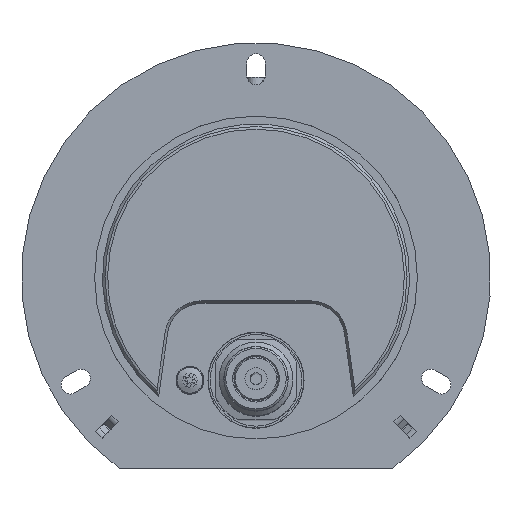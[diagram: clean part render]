
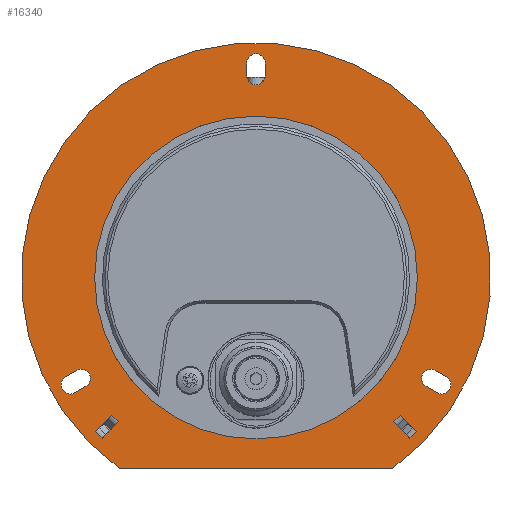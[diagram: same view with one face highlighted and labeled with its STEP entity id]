
A CAD part, front view. The second image highlights one B-rep face of the part: STEP entity #16340.
In plain terms, the highlighted planar face has unit normal (0, -1, 0).
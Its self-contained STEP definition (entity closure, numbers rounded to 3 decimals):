
#368=FACE_BOUND('',#3000,.T.);
#369=FACE_BOUND('',#3001,.T.);
#370=FACE_BOUND('',#3002,.T.);
#371=FACE_BOUND('',#3003,.T.);
#372=FACE_BOUND('',#3004,.T.);
#373=FACE_BOUND('',#3005,.T.);
#593=CIRCLE('',#17423,2.5);
#596=CIRCLE('',#17427,44.);
#597=CIRCLE('',#17428,44.);
#599=CIRCLE('',#17431,64.);
#601=CIRCLE('',#17434,2.5);
#614=CIRCLE('',#17462,2.5);
#615=CIRCLE('',#17463,2.5);
#616=CIRCLE('',#17464,2.5);
#617=CIRCLE('',#17465,2.5);
#2017=FACE_OUTER_BOUND('',#2999,.T.);
#2999=EDGE_LOOP('',(#14197,#14198));
#3000=EDGE_LOOP('',(#14199,#14200));
#3001=EDGE_LOOP('',(#14201,#14202,#14203,#14204));
#3002=EDGE_LOOP('',(#14205,#14206,#14207,#14208));
#3003=EDGE_LOOP('',(#14209,#14210,#14211,#14212));
#3004=EDGE_LOOP('',(#14213,#14214,#14215,#14216));
#3005=EDGE_LOOP('',(#14217,#14218,#14219,#14220));
#4533=LINE('',#28517,#6101);
#4535=LINE('',#28526,#6103);
#4543=LINE('',#28553,#6111);
#4546=LINE('',#28558,#6114);
#4565=LINE('',#28599,#6133);
#4566=LINE('',#28602,#6134);
#4567=LINE('',#28606,#6135);
#4568=LINE('',#28609,#6136);
#4569=LINE('',#28611,#6137);
#4570=LINE('',#28614,#6138);
#4571=LINE('',#28617,#6139);
#4572=LINE('',#28620,#6140);
#4573=LINE('',#28622,#6141);
#4574=LINE('',#28624,#6142);
#4575=LINE('',#28625,#6143);
#6101=VECTOR('',#20993,1000.);
#6103=VECTOR('',#21001,1000.);
#6111=VECTOR('',#21025,1000.);
#6114=VECTOR('',#21030,1000.);
#6133=VECTOR('',#21075,1000.);
#6134=VECTOR('',#21076,1000.);
#6135=VECTOR('',#21079,1000.);
#6136=VECTOR('',#21082,1000.);
#6137=VECTOR('',#21083,1000.);
#6138=VECTOR('',#21086,1000.);
#6139=VECTOR('',#21089,1000.);
#6140=VECTOR('',#21090,1000.);
#6141=VECTOR('',#21091,1000.);
#6142=VECTOR('',#21092,1000.);
#6143=VECTOR('',#21093,1000.);
#7592=VERTEX_POINT('',#28479);
#7593=VERTEX_POINT('',#28481);
#7596=VERTEX_POINT('',#28489);
#7597=VERTEX_POINT('',#28491);
#7600=VERTEX_POINT('',#28498);
#7601=VERTEX_POINT('',#28500);
#7604=VERTEX_POINT('',#28507);
#7605=VERTEX_POINT('',#28509);
#7606=VERTEX_POINT('',#28513);
#7608=VERTEX_POINT('',#28516);
#7610=VERTEX_POINT('',#28522);
#7612=VERTEX_POINT('',#28525);
#7634=VERTEX_POINT('',#28600);
#7635=VERTEX_POINT('',#28601);
#7636=VERTEX_POINT('',#28603);
#7637=VERTEX_POINT('',#28605);
#7638=VERTEX_POINT('',#28608);
#7639=VERTEX_POINT('',#28610);
#7640=VERTEX_POINT('',#28613);
#7641=VERTEX_POINT('',#28615);
#7642=VERTEX_POINT('',#28618);
#7643=VERTEX_POINT('',#28619);
#7644=VERTEX_POINT('',#28621);
#7645=VERTEX_POINT('',#28623);
#9819=EDGE_CURVE('',#7592,#7593,#593,.T.);
#9824=EDGE_CURVE('',#7596,#7597,#596,.T.);
#9825=EDGE_CURVE('',#7597,#7596,#597,.T.);
#9828=EDGE_CURVE('',#7601,#7600,#599,.T.);
#9832=EDGE_CURVE('',#7604,#7605,#601,.T.);
#9835=EDGE_CURVE('',#7608,#7606,#4533,.T.);
#9839=EDGE_CURVE('',#7612,#7610,#4535,.T.);
#9852=EDGE_CURVE('',#7610,#7608,#4543,.T.);
#9855=EDGE_CURVE('',#7612,#7606,#4546,.T.);
#9878=EDGE_CURVE('',#7600,#7601,#4565,.T.);
#9879=EDGE_CURVE('',#7634,#7635,#4566,.T.);
#9880=EDGE_CURVE('',#7636,#7634,#614,.T.);
#9881=EDGE_CURVE('',#7637,#7636,#4567,.T.);
#9882=EDGE_CURVE('',#7635,#7637,#615,.T.);
#9883=EDGE_CURVE('',#7593,#7638,#4568,.T.);
#9884=EDGE_CURVE('',#7639,#7592,#4569,.T.);
#9885=EDGE_CURVE('',#7638,#7639,#616,.T.);
#9886=EDGE_CURVE('',#7640,#7604,#4570,.T.);
#9887=EDGE_CURVE('',#7641,#7640,#617,.T.);
#9888=EDGE_CURVE('',#7605,#7641,#4571,.T.);
#9889=EDGE_CURVE('',#7642,#7643,#4572,.T.);
#9890=EDGE_CURVE('',#7643,#7644,#4573,.T.);
#9891=EDGE_CURVE('',#7645,#7644,#4574,.T.);
#9892=EDGE_CURVE('',#7645,#7642,#4575,.T.);
#14197=ORIENTED_EDGE('',*,*,#9828,.T.);
#14198=ORIENTED_EDGE('',*,*,#9878,.T.);
#14199=ORIENTED_EDGE('',*,*,#9825,.F.);
#14200=ORIENTED_EDGE('',*,*,#9824,.F.);
#14201=ORIENTED_EDGE('',*,*,#9879,.F.);
#14202=ORIENTED_EDGE('',*,*,#9880,.F.);
#14203=ORIENTED_EDGE('',*,*,#9881,.F.);
#14204=ORIENTED_EDGE('',*,*,#9882,.F.);
#14205=ORIENTED_EDGE('',*,*,#9883,.F.);
#14206=ORIENTED_EDGE('',*,*,#9819,.F.);
#14207=ORIENTED_EDGE('',*,*,#9884,.F.);
#14208=ORIENTED_EDGE('',*,*,#9885,.F.);
#14209=ORIENTED_EDGE('',*,*,#9886,.F.);
#14210=ORIENTED_EDGE('',*,*,#9887,.F.);
#14211=ORIENTED_EDGE('',*,*,#9888,.F.);
#14212=ORIENTED_EDGE('',*,*,#9832,.F.);
#14213=ORIENTED_EDGE('',*,*,#9889,.T.);
#14214=ORIENTED_EDGE('',*,*,#9890,.T.);
#14215=ORIENTED_EDGE('',*,*,#9891,.F.);
#14216=ORIENTED_EDGE('',*,*,#9892,.T.);
#14217=ORIENTED_EDGE('',*,*,#9852,.T.);
#14218=ORIENTED_EDGE('',*,*,#9835,.T.);
#14219=ORIENTED_EDGE('',*,*,#9855,.F.);
#14220=ORIENTED_EDGE('',*,*,#9839,.T.);
#15528=PLANE('',#17461);
#16340=ADVANCED_FACE('',(#2017,#368,#369,#370,#371,#372,#373),#15528,.T.);
#17423=AXIS2_PLACEMENT_3D('',#28482,#20959,#20960);
#17427=AXIS2_PLACEMENT_3D('',#28492,#20969,#20970);
#17428=AXIS2_PLACEMENT_3D('',#28493,#20971,#20972);
#17431=AXIS2_PLACEMENT_3D('',#28501,#20978,#20979);
#17434=AXIS2_PLACEMENT_3D('',#28510,#20986,#20987);
#17461=AXIS2_PLACEMENT_3D('',#28598,#21073,#21074);
#17462=AXIS2_PLACEMENT_3D('',#28604,#21077,#21078);
#17463=AXIS2_PLACEMENT_3D('',#28607,#21080,#21081);
#17464=AXIS2_PLACEMENT_3D('',#28612,#21084,#21085);
#17465=AXIS2_PLACEMENT_3D('',#28616,#21087,#21088);
#20959=DIRECTION('center_axis',(0.,-1.,0.));
#20960=DIRECTION('ref_axis',(1.,0.,0.));
#20969=DIRECTION('center_axis',(0.,-1.,0.));
#20970=DIRECTION('ref_axis',(1.,0.,0.));
#20971=DIRECTION('center_axis',(0.,-1.,0.));
#20972=DIRECTION('ref_axis',(1.,0.,0.));
#20978=DIRECTION('center_axis',(0.,-1.,0.));
#20979=DIRECTION('ref_axis',(1.,0.,0.));
#20986=DIRECTION('center_axis',(0.,-1.,0.));
#20987=DIRECTION('ref_axis',(1.,0.,0.));
#20993=DIRECTION('',(-0.707,0.,-0.707));
#21001=DIRECTION('',(0.707,0.,0.707));
#21025=DIRECTION('',(0.707,0.,-0.707));
#21030=DIRECTION('',(0.707,0.,-0.707));
#21073=DIRECTION('center_axis',(0.,-1.,0.));
#21074=DIRECTION('ref_axis',(1.,0.,0.));
#21075=DIRECTION('',(1.,0.,0.));
#21076=DIRECTION('',(0.,0.,-1.));
#21077=DIRECTION('center_axis',(0.,-1.,0.));
#21078=DIRECTION('ref_axis',(1.,0.,0.));
#21079=DIRECTION('',(0.,0.,1.));
#21080=DIRECTION('center_axis',(0.,-1.,0.));
#21081=DIRECTION('ref_axis',(1.,0.,0.));
#21082=DIRECTION('',(-0.866,0.,0.5));
#21083=DIRECTION('',(0.866,0.,-0.5));
#21084=DIRECTION('center_axis',(0.,-1.,0.));
#21085=DIRECTION('ref_axis',(1.,0.,0.));
#21086=DIRECTION('',(0.866,0.,0.5));
#21087=DIRECTION('center_axis',(0.,-1.,0.));
#21088=DIRECTION('ref_axis',(1.,0.,0.));
#21089=DIRECTION('',(-0.866,0.,-0.5));
#21090=DIRECTION('',(-0.707,0.,-0.707));
#21091=DIRECTION('',(-0.707,0.,0.707));
#21092=DIRECTION('',(-0.707,0.,-0.707));
#21093=DIRECTION('',(0.707,0.,-0.707));
#28479=CARTESIAN_POINT('',(49.412,-1.2,-31.415));
#28481=CARTESIAN_POINT('',(51.912,-1.2,-27.085));
#28482=CARTESIAN_POINT('Origin',(50.662,-1.2,-29.25));
#28489=CARTESIAN_POINT('',(-44.,-1.2,0.));
#28491=CARTESIAN_POINT('',(44.,-1.2,0.));
#28492=CARTESIAN_POINT('Origin',(0.,-1.2,
0.));
#28493=CARTESIAN_POINT('Origin',(0.,-1.2,
0.));
#28498=CARTESIAN_POINT('',(-37.31,-1.2,-52.));
#28500=CARTESIAN_POINT('',(37.31,-1.2,-52.));
#28501=CARTESIAN_POINT('Origin',(0.,-1.2,
0.));
#28507=CARTESIAN_POINT('',(-46.381,-1.2,-29.665));
#28509=CARTESIAN_POINT('',(-48.881,-1.2,-25.335));
#28510=CARTESIAN_POINT('Origin',(-47.631,-1.2,-27.5));
#28513=CARTESIAN_POINT('',(41.977,-1.2,-43.745));
#28516=CARTESIAN_POINT('',(43.745,-1.2,-41.977));
#28517=CARTESIAN_POINT('',(41.977,-1.2,-43.745));
#28522=CARTESIAN_POINT('',(39.34,-1.2,-37.573));
#28525=CARTESIAN_POINT('',(37.573,-1.2,-39.34));
#28526=CARTESIAN_POINT('',(39.34,-1.2,-37.573));
#28553=CARTESIAN_POINT('',(0.884,-1.2,0.884));
#28558=CARTESIAN_POINT('',(-0.884,-1.2,-0.884));
#28598=CARTESIAN_POINT('Origin',(0.,-1.2,
0.));
#28599=CARTESIAN_POINT('',(37.31,-1.2,-52.));
#28600=CARTESIAN_POINT('',(-2.5,-1.2,58.5));
#28601=CARTESIAN_POINT('',(-2.5,-1.2,55.));
#28602=CARTESIAN_POINT('',(-2.5,-1.2,58.5));
#28603=CARTESIAN_POINT('',(2.5,-1.2,58.5));
#28604=CARTESIAN_POINT('Origin',(0.,-1.2,
58.5));
#28605=CARTESIAN_POINT('',(2.5,-1.2,55.));
#28606=CARTESIAN_POINT('',(2.5,-1.2,58.5));
#28607=CARTESIAN_POINT('Origin',(0.,-1.2,
55.));
#28608=CARTESIAN_POINT('',(48.881,-1.2,-25.335));
#28609=CARTESIAN_POINT('',(51.912,-1.2,-27.085));
#28610=CARTESIAN_POINT('',(46.381,-1.2,-29.665));
#28611=CARTESIAN_POINT('',(49.412,-1.2,-31.415));
#28612=CARTESIAN_POINT('Origin',(47.631,-1.2,-27.5));
#28613=CARTESIAN_POINT('',(-49.412,-1.2,-31.415));
#28614=CARTESIAN_POINT('',(-49.412,-1.2,-31.415));
#28615=CARTESIAN_POINT('',(-51.912,-1.2,-27.085));
#28616=CARTESIAN_POINT('Origin',(-50.662,-1.2,-29.25));
#28617=CARTESIAN_POINT('',(-51.912,-1.2,-27.085));
#28618=CARTESIAN_POINT('',(-37.573,-1.2,-39.34));
#28619=CARTESIAN_POINT('',(-41.977,-1.2,-43.745));
#28620=CARTESIAN_POINT('',(0.884,-1.2,-0.884));
#28621=CARTESIAN_POINT('',(-43.745,-1.2,-41.977));
#28622=CARTESIAN_POINT('',(-43.745,-1.2,-41.977));
#28623=CARTESIAN_POINT('',(-39.34,-1.2,-37.573));
#28624=CARTESIAN_POINT('',(-0.884,-1.2,0.884));
#28625=CARTESIAN_POINT('',(-37.573,-1.2,-39.34));
